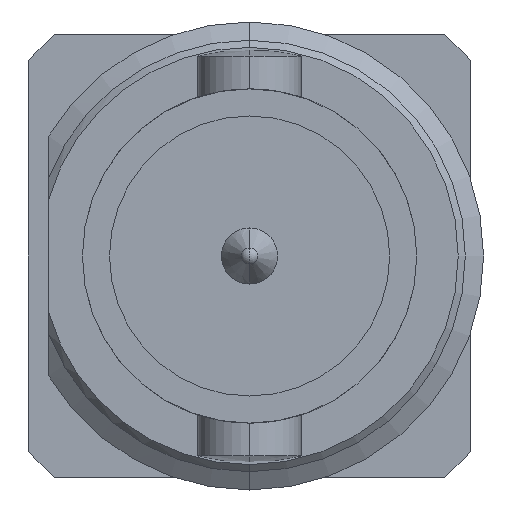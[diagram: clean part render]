
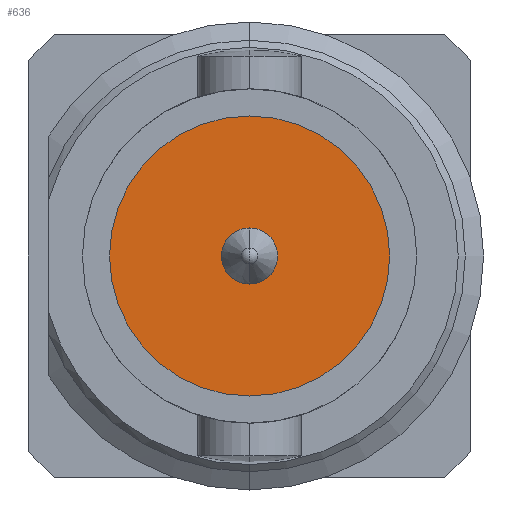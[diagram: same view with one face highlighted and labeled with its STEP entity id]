
A CAD part, left-side view. The second image highlights one B-rep face of the part: STEP entity #636.
In plain terms, the highlighted planar face has unit normal (-1, 0, 0).
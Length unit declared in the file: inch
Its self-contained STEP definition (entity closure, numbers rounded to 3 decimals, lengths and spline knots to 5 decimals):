
#83 = CARTESIAN_POINT ( 'NONE',  ( 0.25591, 0., 0. ) ) ;
#259 = ORIENTED_EDGE ( 'NONE', *, *, #3798, .T. ) ;
#328 = EDGE_CURVE ( 'NONE', #3102, #556, #863, .T. ) ;
#385 = VERTEX_POINT ( 'NONE', #4587 ) ;
#457 = DIRECTION ( 'NONE',  ( 0., 0., -1. ) ) ;
#491 = AXIS2_PLACEMENT_3D ( 'NONE', #2636, #1925, #4434 ) ;
#556 = VERTEX_POINT ( 'NONE', #1837 ) ;
#636 = ADVANCED_FACE ( 'NONE', ( #1470, #4007 ), #3743, .F. ) ;
#646 = DIRECTION ( 'NONE',  ( -1., 0., 0. ) ) ;
#674 = CARTESIAN_POINT ( 'NONE',  ( 0.25591, 0., 0. ) ) ;
#863 = CIRCLE ( 'NONE', #1077, 0.015 ) ;
#996 = CARTESIAN_POINT ( 'NONE',  ( 0.25591, 0., -0.015 ) ) ;
#1077 = AXIS2_PLACEMENT_3D ( 'NONE', #3960, #1439, #1787 ) ;
#1439 = DIRECTION ( 'NONE',  ( -1., 0., 0. ) ) ;
#1470 = FACE_BOUND ( 'NONE', #1561, .T. ) ;
#1517 = DIRECTION ( 'NONE',  ( -1., 0., 0. ) ) ;
#1561 = EDGE_LOOP ( 'NONE', ( #3416, #2046 ) ) ;
#1787 = DIRECTION ( 'NONE',  ( 0., 0., -1. ) ) ;
#1837 = CARTESIAN_POINT ( 'NONE',  ( 0.25591, 0., 0.015 ) ) ;
#1848 = AXIS2_PLACEMENT_3D ( 'NONE', #4083, #3361, #4147 ) ;
#1852 = EDGE_CURVE ( 'NONE', #385, #4089, #2301, .T. ) ;
#1925 = DIRECTION ( 'NONE',  ( -1., 0., 0. ) ) ;
#2046 = ORIENTED_EDGE ( 'NONE', *, *, #328, .F. ) ;
#2301 = CIRCLE ( 'NONE', #3177, 0.0748 ) ;
#2636 = CARTESIAN_POINT ( 'NONE',  ( 0.25591, 0., 0. ) ) ;
#2804 = DIRECTION ( 'NONE',  ( 0., 0., -1. ) ) ;
#2807 = CIRCLE ( 'NONE', #491, 0.015 ) ;
#3102 = VERTEX_POINT ( 'NONE', #996 ) ;
#3177 = AXIS2_PLACEMENT_3D ( 'NONE', #83, #1517, #457 ) ;
#3207 = CARTESIAN_POINT ( 'NONE',  ( 0.25591, 0., -0.0748 ) ) ;
#3361 = DIRECTION ( 'NONE',  ( 1., 0., 0. ) ) ;
#3416 = ORIENTED_EDGE ( 'NONE', *, *, #4256, .F. ) ;
#3500 = AXIS2_PLACEMENT_3D ( 'NONE', #674, #646, #2804 ) ;
#3743 = PLANE ( 'NONE',  #1848 ) ;
#3788 = CIRCLE ( 'NONE', #3500, 0.0748 ) ;
#3798 = EDGE_CURVE ( 'NONE', #4089, #385, #3788, .T. ) ;
#3960 = CARTESIAN_POINT ( 'NONE',  ( 0.25591, 0., 0. ) ) ;
#4007 = FACE_OUTER_BOUND ( 'NONE', #4369, .T. ) ;
#4083 = CARTESIAN_POINT ( 'NONE',  ( 0.25591, 0., -0.08927 ) ) ;
#4089 = VERTEX_POINT ( 'NONE', #3207 ) ;
#4147 = DIRECTION ( 'NONE',  ( 0., 0., -1. ) ) ;
#4256 = EDGE_CURVE ( 'NONE', #556, #3102, #2807, .T. ) ;
#4369 = EDGE_LOOP ( 'NONE', ( #4539, #259 ) ) ;
#4434 = DIRECTION ( 'NONE',  ( 0., 0., -1. ) ) ;
#4539 = ORIENTED_EDGE ( 'NONE', *, *, #1852, .T. ) ;
#4587 = CARTESIAN_POINT ( 'NONE',  ( 0.25591, 0., 0.0748 ) ) ;
